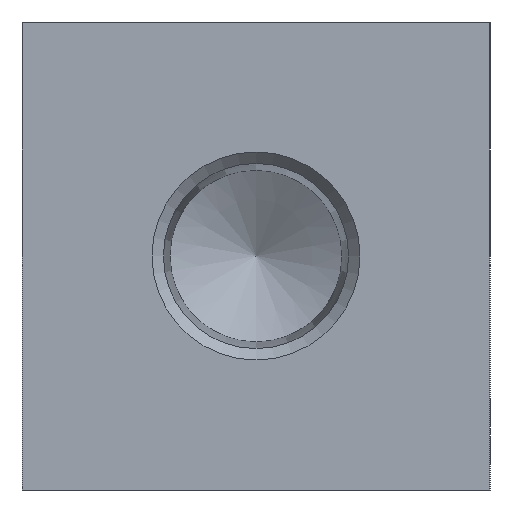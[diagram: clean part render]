
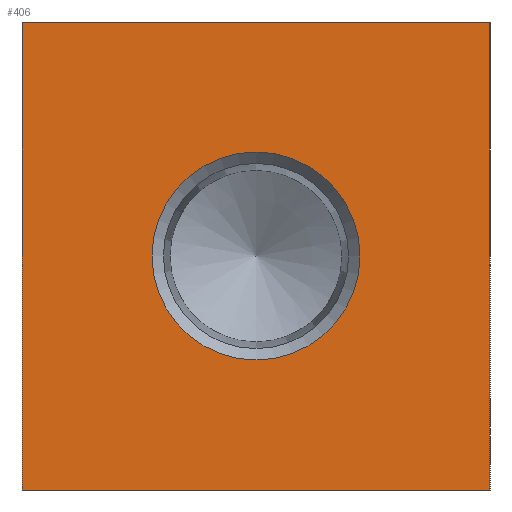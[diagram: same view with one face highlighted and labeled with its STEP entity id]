
A CAD part, left-side view. The second image highlights one B-rep face of the part: STEP entity #406.
In plain terms, the highlighted planar face has unit normal (-1, 0, 0).
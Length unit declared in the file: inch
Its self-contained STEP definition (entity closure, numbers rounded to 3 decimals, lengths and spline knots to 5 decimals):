
#406 = ADVANCED_FACE( '', ( #853, #854 ), #855, .F. );
#853 = FACE_BOUND( '', #1302, .T. );
#854 = FACE_OUTER_BOUND( '', #1303, .T. );
#855 = PLANE( '', #1304 );
#1302 = EDGE_LOOP( '', ( #2471 ) );
#1303 = EDGE_LOOP( '', ( #2472, #2473, #2474, #2475 ) );
#1304 = AXIS2_PLACEMENT_3D( '', #2476, #2477, #2478 );
#2471 = ORIENTED_EDGE( '', *, *, #2971, .T. );
#2472 = ORIENTED_EDGE( '', *, *, #3006, .F. );
#2473 = ORIENTED_EDGE( '', *, *, #2857, .F. );
#2474 = ORIENTED_EDGE( '', *, *, #2979, .F. );
#2475 = ORIENTED_EDGE( '', *, *, #2869, .F. );
#2476 = CARTESIAN_POINT( '', ( 0., 0., 0. ) );
#2477 = DIRECTION( '', ( 1., 0., 0. ) );
#2478 = DIRECTION( '', ( 0., 0., -1. ) );
#2857 = EDGE_CURVE( '', #3523, #3524, #3525, .T. );
#2869 = EDGE_CURVE( '', #3542, #3543, #3544, .T. );
#2971 = EDGE_CURVE( '', #3670, #3670, #3671, .T. );
#2979 = EDGE_CURVE( '', #3543, #3523, #3681, .T. );
#3006 = EDGE_CURVE( '', #3524, #3542, #3712, .T. );
#3523 = VERTEX_POINT( '', #4395 );
#3524 = VERTEX_POINT( '', #4396 );
#3525 = LINE( '', #4397, #4398 );
#3542 = VERTEX_POINT( '', #4420 );
#3543 = VERTEX_POINT( '', #4421 );
#3544 = LINE( '', #4422, #4423 );
#3670 = VERTEX_POINT( '', #4599 );
#3671 = CIRCLE( '', #4600, 0.4444 );
#3681 = LINE( '', #4613, #4614 );
#3712 = LINE( '', #4657, #4658 );
#4395 = CARTESIAN_POINT( '', ( 0., 0., 0. ) );
#4396 = CARTESIAN_POINT( '', ( 0., 2., 0. ) );
#4397 = CARTESIAN_POINT( '', ( 0., 0., 0. ) );
#4398 = VECTOR( '', #5064, 39.37008 );
#4420 = CARTESIAN_POINT( '', ( 0., 2., 2. ) );
#4421 = CARTESIAN_POINT( '', ( 0., 0., 2. ) );
#4422 = CARTESIAN_POINT( '', ( 0., 2., 2. ) );
#4423 = VECTOR( '', #5079, 39.37008 );
#4599 = CARTESIAN_POINT( '', ( 0., 1., 0.5556 ) );
#4600 = AXIS2_PLACEMENT_3D( '', #5172, #5173, #5174 );
#4613 = CARTESIAN_POINT( '', ( 0., 0., 2. ) );
#4614 = VECTOR( '', #5181, 39.37008 );
#4657 = CARTESIAN_POINT( '', ( 0., 2., 0. ) );
#4658 = VECTOR( '', #5212, 39.37008 );
#5064 = DIRECTION( '', ( 0., 1., 0. ) );
#5079 = DIRECTION( '', ( 0., -1., 0. ) );
#5172 = CARTESIAN_POINT( '', ( 0., 1., 1. ) );
#5173 = DIRECTION( '', ( 1., 0., 0. ) );
#5174 = DIRECTION( '', ( 0., 0., -1. ) );
#5181 = DIRECTION( '', ( 0., 0., -1. ) );
#5212 = DIRECTION( '', ( 0., 0., 1. ) );
